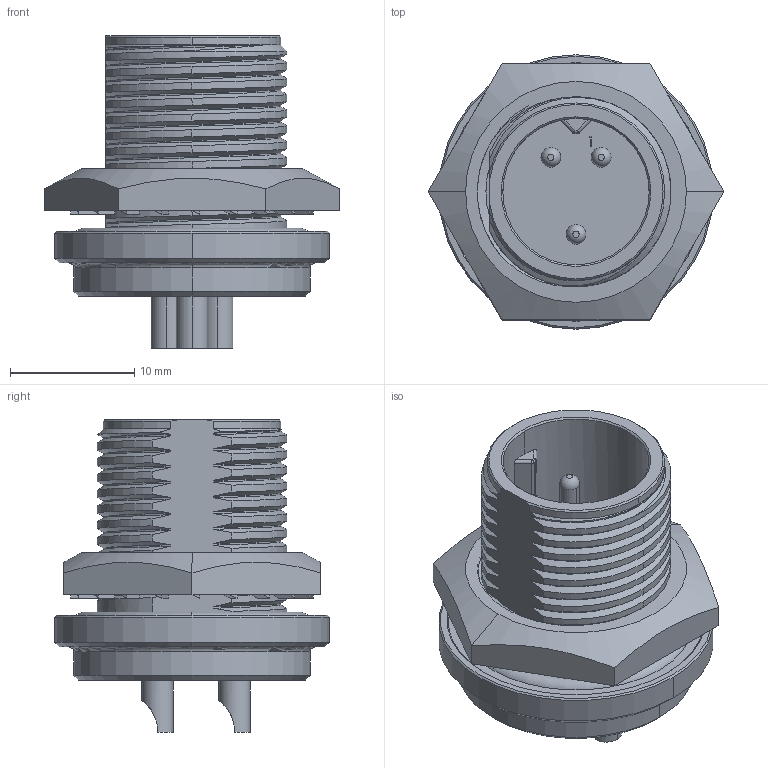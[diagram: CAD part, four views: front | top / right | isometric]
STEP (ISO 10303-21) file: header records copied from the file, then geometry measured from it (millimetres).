
FILE_DESCRIPTION (( 'STEP AP203' ), '1' );
FILE_NAME ('SF7382-3PG-3ES.STEP', '2013-06-05T15:41:29', ( 'J0FPBF1' ), ( '' ), 'SwSTEP 2.0', 'SolidWorks 2012', '' );
FILE_SCHEMA (( 'CONFIG_CONTROL_DESIGN' ));
Length unit declared in the file: inch
Products named in the file (1): SF7382-3PG-3ES
Bounding box: 23.82 x 22.1 x 25.2 mm (x, y, z)
Volume: 4028.7 mm3; surface area: 3445.5 mm2
Topology: 2 solids, 2 shells, 324 faces, 810 edges, 521 vertices
Faces by surface type: plane 174, cylinder 77, bspline 39, cone 25, sphere 5, torus 4
Entity records: 24915 total; most frequent: CARTESIAN_POINT 17678, ORIENTED_EDGE 1600, DIRECTION 1306, EDGE_CURVE 800, VERTEX_POINT 516, VECTOR 492, LINE 492, AXIS2_PLACEMENT_3D 407
